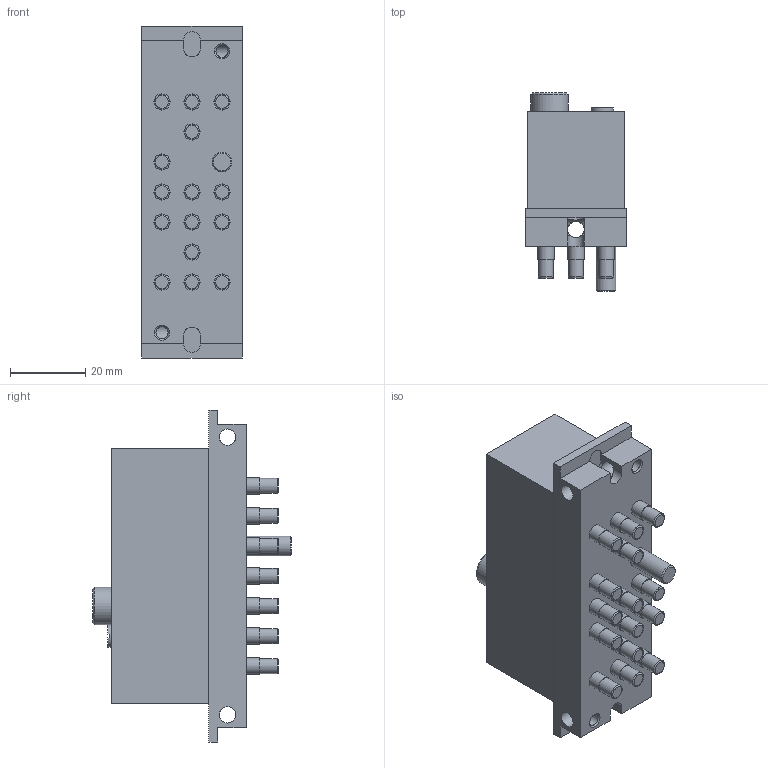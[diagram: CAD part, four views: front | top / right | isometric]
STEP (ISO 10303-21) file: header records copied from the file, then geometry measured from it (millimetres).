
FILE_DESCRIPTION(/* description */ ('STEP AP214'),/* implementation_level */ '2;1');
FILE_NAME(/* name */ '9639_VLK-3-PK-3',/* time_stamp */ '2024-09-13T09:10:56+02:00',/* author */ ('License CC BY-ND 4.0'),/* organization */ ('CADENAS'),/* preprocessor_version */ 'ST-DEVELOPER v19.3',/* originating_system */ 'PARTsolutions',/* authorisation */ ' ');
FILE_SCHEMA (('AUTOMOTIVE_DESIGN {1 0 10303 214 3 1 1}'));
Length unit declared in the file: millimetre
Products named in the file (1): 9639 VLK-3-PK-3
Bounding box: 26.8 x 53 x 88.5 mm (x, y, z)
Volume: 68345.4 mm3; surface area: 15444.1 mm2
Topology: 1 solids, 1 shells, 125 faces, 265 edges, 170 vertices
Faces by surface type: plane 60, cylinder 44, torus 15, cone 6
Full cylindrical faces by diameter (mm): 3.242 x2, 4 x15, 4.3 x15, 4.4 x3, 5.3 x1, 6 x1, 10 x1
Entity records: 4002 total; most frequent: CARTESIAN_POINT 582, DIRECTION 548, ORIENTED_EDGE 396, AXIS2_PLACEMENT_3D 236, EDGE_LOOP 226, FACE_BOUND 226, EDGE_CURVE 198, VERTEX_POINT 162
